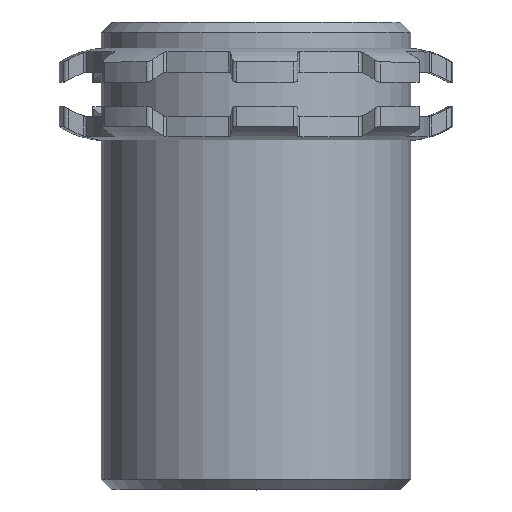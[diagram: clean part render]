
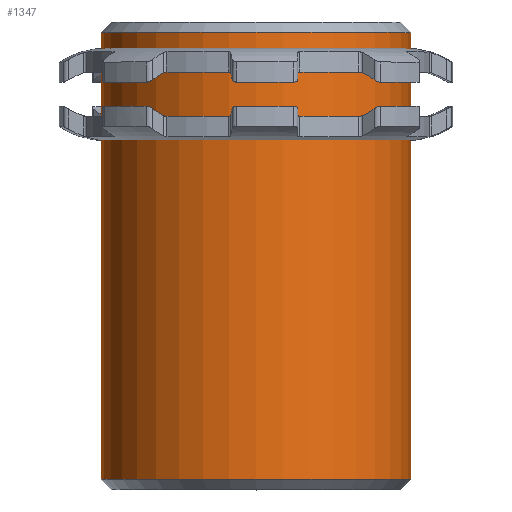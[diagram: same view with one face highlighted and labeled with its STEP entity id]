
A CAD part, top view. The second image highlights one B-rep face of the part: STEP entity #1347.
In plain terms, the highlighted cylindrical face has radius 29.807 mm (diameter 59.614 mm), a full revolution.
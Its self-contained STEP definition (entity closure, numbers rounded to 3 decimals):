
#148=CYLINDRICAL_SURFACE('',#1495,29.807);
#204=FACE_OUTER_BOUND('',#281,.T.);
#281=EDGE_LOOP('',(#917,#918,#919,#920));
#354=LINE('',#1966,#425);
#425=VECTOR('',#1645,29.807);
#498=CIRCLE('',#1494,29.807);
#499=CIRCLE('',#1496,29.807);
#546=VERTEX_POINT('',#1961);
#547=VERTEX_POINT('',#1965);
#692=EDGE_CURVE('',#546,#546,#498,.T.);
#693=EDGE_CURVE('',#546,#547,#354,.T.);
#694=EDGE_CURVE('',#547,#547,#499,.T.);
#917=ORIENTED_EDGE('',*,*,#692,.F.);
#918=ORIENTED_EDGE('',*,*,#693,.T.);
#919=ORIENTED_EDGE('',*,*,#694,.F.);
#920=ORIENTED_EDGE('',*,*,#693,.F.);
#1347=ADVANCED_FACE('',(#204),#148,.T.);
#1494=AXIS2_PLACEMENT_3D('',#1963,#1641,#1642);
#1495=AXIS2_PLACEMENT_3D('',#1964,#1643,#1644);
#1496=AXIS2_PLACEMENT_3D('',#1967,#1646,#1647);
#1641=DIRECTION('center_axis',(0.,1.,0.));
#1642=DIRECTION('ref_axis',(1.,0.,0.));
#1643=DIRECTION('center_axis',(0.,1.,0.));
#1644=DIRECTION('ref_axis',(1.,0.,0.));
#1645=DIRECTION('',(0.,-1.,0.));
#1646=DIRECTION('center_axis',(0.,-1.,0.));
#1647=DIRECTION('ref_axis',(1.,0.,0.));
#1961=CARTESIAN_POINT('',(-29.807,88.,0.));
#1963=CARTESIAN_POINT('Origin',(0.,88.,0.));
#1964=CARTESIAN_POINT('Origin',(0.,0.,0.));
#1965=CARTESIAN_POINT('',(-29.807,2.,0.));
#1966=CARTESIAN_POINT('',(-29.807,0.,0.));
#1967=CARTESIAN_POINT('Origin',(0.,2.,0.));
